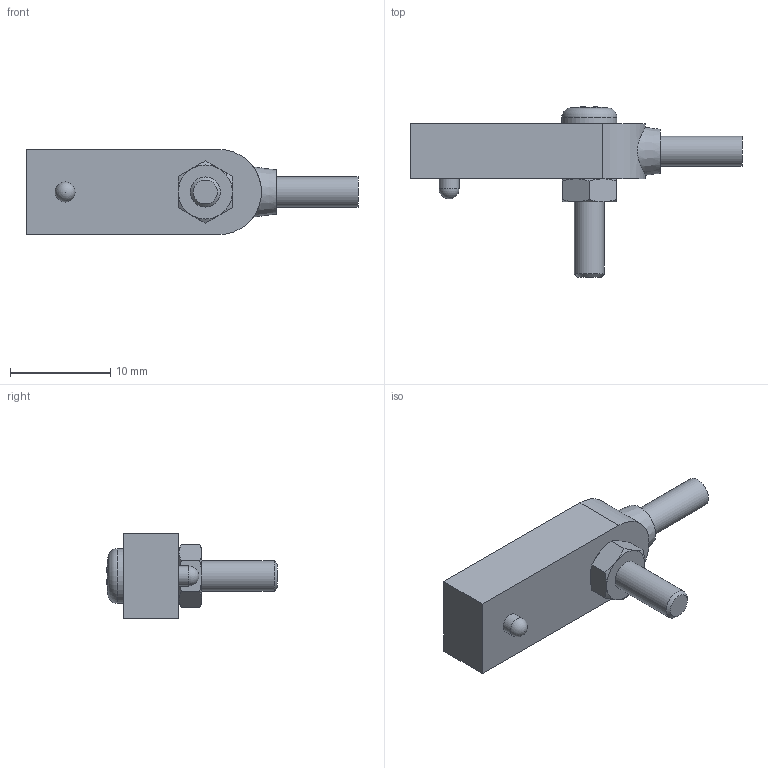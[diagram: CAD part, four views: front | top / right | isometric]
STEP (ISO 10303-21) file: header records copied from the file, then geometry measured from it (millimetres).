
FILE_DESCRIPTION( ( 'STEP AP203' ), '1' );
FILE_NAME( 'C-MPXSR-2-T8.stp', ' ', ( ' ' ), ( ' ' ), 'PSStep 15.0.47', 'PARTsolutions', ' ' );
FILE_SCHEMA( ( 'CONFIG_CONTROL_DESIGN' ) );
Length unit declared in the file: millimetre
Products named in the file (6): C-MPXSR-2-T8; HI_C-MPXSR-2-T8_b; HI_C-MPXSR-2-T8_bo; HI_C-MPXSR-2-T8_ws; HI_C-MPXSR-2-T8_wa; HI_C-MPXSR-2-T8_n
Assembly tree (5 placements, depth 2):
  C-MPXSR-2-T8
    HI_C-MPXSR-2-T8_b
    HI_C-MPXSR-2-T8_bo
    HI_C-MPXSR-2-T8_ws
    HI_C-MPXSR-2-T8_wa
    HI_C-MPXSR-2-T8_n
Bounding box: 33.13 x 16.98 x 8.5 mm (x, y, z)
Volume: 1268.3 mm3; surface area: 1290.6 mm2
Topology: 5 solids, 5 shells, 114 faces, 259 edges, 167 vertices
Faces by surface type: plane 61, cylinder 33, cone 17, sphere 2, torus 1
Full cylindrical faces by diameter (mm): 1.943 x1, 2 x1, 2.459 x1, 3 x3, 3.2 x1, 5.5 x1, 5.8 x1, 6.2 x1
Entity records: 3405 total; most frequent: CARTESIAN_POINT 708, DIRECTION 538, ORIENTED_EDGE 472, EDGE_CURVE 236, AXIS2_PLACEMENT_3D 211, VERTEX_POINT 163, EDGE_LOOP 150, FACE_OUTER_BOUND 126
